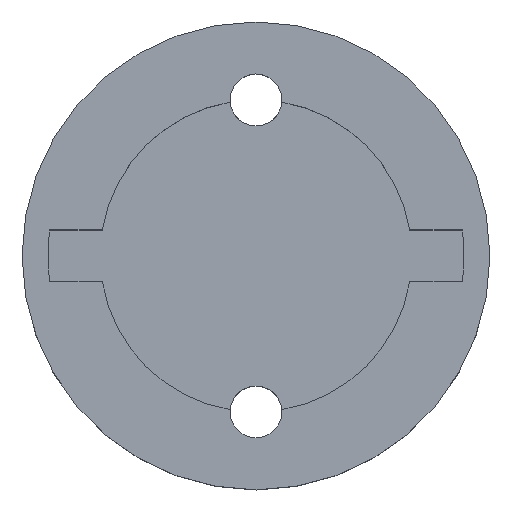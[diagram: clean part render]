
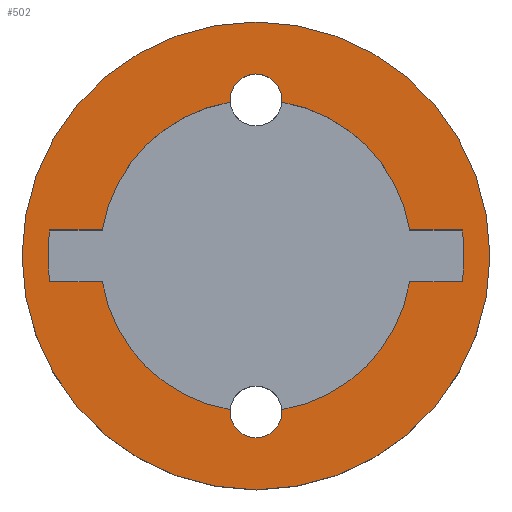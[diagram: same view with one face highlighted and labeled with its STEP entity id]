
A CAD part, top view. The second image highlights one B-rep face of the part: STEP entity #502.
In plain terms, the highlighted planar face has unit normal (0, 0, 1).
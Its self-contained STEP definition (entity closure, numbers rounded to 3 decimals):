
#1=CARTESIAN_POINT('POINT1',(-59.161,10.,20.));
#2=VERTEX_POINT('VERTEX1',#1);
#11=CARTESIAN_POINT('POINT3',(-79.373,10.,20.))
   ;
#12=VERTEX_POINT('VERTEX3',#11);
#13=CARTESIAN_POINT('POS2',(0.,10.,20.));
#14=DIRECTION('DIR2',(1.,0.,0.));
#15=VECTOR('VEC2',#14,1.);
#16=LINE('STRAIGHT2',#13,#15);
#17=EDGE_CURVE('EDGE2',#12,#2,#16,.T.);
#43=CARTESIAN_POINT('POINT6',(-80.,0.,20.))
   ;
#44=VERTEX_POINT('VERTEX6',#43);
#59=CARTESIAN_POINT('POS8',(0.,0.,20.));
#60=DIRECTION('DIR10',(0.,0.,-1.));
#61=DIRECTION('DIR11',(1.,0.,0.));
#62=AXIS2_PLACEMENT_3D('AXIS3',#59,#60,#61);
#63=CIRCLE('ELLIPSE2',#62,80.);
#64=EDGE_CURVE('EDGE7',#44,#12,#63,.T.);
#75=CARTESIAN_POINT('POINT7',(-79.373,-10.,20.)
   );
#76=VERTEX_POINT('VERTEX7',#75);
#77=EDGE_CURVE('EDGE8',#76,#44,#63,.T.);
#94=CARTESIAN_POINT('POINT10',(-59.161,-10.,20.
   ));
#95=VERTEX_POINT('VERTEX10',#94);
#109=CARTESIAN_POINT('POS13',(0.,-10.,20.));
#110=DIRECTION('DIR17',(-1.,0.,0.));
#111=VECTOR('VEC9',#110,1.);
#112=LINE('STRAIGHT9',#109,#111);
#113=EDGE_CURVE('EDGE13',#95,#76,#112,.T.);
#123=CARTESIAN_POINT('POINT11',(-9.965,
   -59.167,20.));
#124=VERTEX_POINT('VERTEX11',#123);
#141=CARTESIAN_POINT('POS17',(0.,0.,20.));
#142=DIRECTION('DIR23',(0.,0.,-1.));
#143=DIRECTION('DIR24',(1.,0.,0.));
#144=AXIS2_PLACEMENT_3D('AXIS7',#141,#142,#143);
#145=CIRCLE('ELLIPSE4',#144,60.);
#146=EDGE_CURVE('EDGE16',#124,#95,#145,.T.);
#156=CARTESIAN_POINT('POINT13',(10.,-60.,20.));
#157=VERTEX_POINT('VERTEX13',#156);
#175=CARTESIAN_POINT('POINT16',(-10.,-60.,20.));
#176=VERTEX_POINT('VERTEX16',#175);
#183=CARTESIAN_POINT('POS22',(0.,-60.,20.));
#184=DIRECTION('DIR31',(0.,0.,-1.));
#185=DIRECTION('DIR32',(1.,0.,0.));
#186=AXIS2_PLACEMENT_3D('AXIS10',#183,#184,#185);
#187=CIRCLE('ELLIPSE6',#186,10.);
#188=EDGE_CURVE('EDGE20',#157,#176,#187,.T.);
#199=CARTESIAN_POINT('POINT17',(9.965,
   -59.167,20.));
#200=VERTEX_POINT('VERTEX17',#199);
#201=EDGE_CURVE('EDGE21',#200,#157,#187,.T.);
#219=EDGE_CURVE('EDGE24',#176,#124,#187,.T.);
#228=CARTESIAN_POINT('POINT19',(59.161,-10.,20.
   ));
#229=VERTEX_POINT('VERTEX19',#228);
#230=EDGE_CURVE('EDGE26',#229,#200,#145,.T.);
#245=CARTESIAN_POINT('POINT21',(79.373,-10.,20.
   ));
#246=VERTEX_POINT('VERTEX21',#245);
#258=EDGE_CURVE('EDGE31',#246,#229,#112,.T.);
#263=CARTESIAN_POINT('POINT23',(80.,0.,20.
   ));
#264=VERTEX_POINT('VERTEX23',#263);
#276=EDGE_CURVE('EDGE34',#264,#246,#63,.T.);
#282=CARTESIAN_POINT('POINT25',(79.373,10.,20.)
   );
#283=VERTEX_POINT('VERTEX25',#282);
#284=EDGE_CURVE('EDGE35',#283,#264,#63,.T.);
#300=CARTESIAN_POINT('POINT27',(59.161,10.,20.)
   );
#301=VERTEX_POINT('VERTEX27',#300);
#302=EDGE_CURVE('EDGE38',#301,#283,#16,.T.);
#319=CARTESIAN_POINT('POINT30',(90.,0.,20.));
#320=VERTEX_POINT('VERTEX30',#319);
#327=CARTESIAN_POINT('POINT31',(-90.,0.,20.
   ));
#328=VERTEX_POINT('VERTEX31',#327);
#329=CARTESIAN_POINT('POS32',(0.,0.,20.));
#330=DIRECTION('DIR44',(0.,0.,1.));
#331=DIRECTION('DIR45',(1.,0.,0.));
#332=AXIS2_PLACEMENT_3D('AXIS13',#329,#330,#331);
#333=CIRCLE('ELLIPSE8',#332,90.);
#334=EDGE_CURVE('EDGE42',#328,#320,#333,.T.);
#363=EDGE_CURVE('EDGE46',#320,#328,#333,.T.);
#368=CARTESIAN_POINT('POINT33',(9.965,
   59.167,20.));
#369=VERTEX_POINT('VERTEX33',#368);
#381=EDGE_CURVE('EDGE49',#369,#301,#145,.T.);
#417=CARTESIAN_POINT('POINT36',(-9.965,
   59.167,20.));
#418=VERTEX_POINT('VERTEX36',#417);
#425=EDGE_CURVE('EDGE53',#2,#418,#145,.T.);
#461=ORIENTED_EDGE('COEDGE89',*,*,#363,.T.);
#462=ORIENTED_EDGE('COEDGE90',*,*,#334,.T.);
#463=EDGE_LOOP('NONE',(#461,#462));
#464=FACE_BOUND('LOOP1',#463,.T.);
#465=CARTESIAN_POINT('POINT39',(-10.,60.,20.));
#466=VERTEX_POINT('VERTEX39',#465);
#467=CARTESIAN_POINT('POS42',(0.,60.,20.));
#468=DIRECTION('DIR61',(0.,0.,-1.));
#469=DIRECTION('DIR62',(1.,0.,0.));
#470=AXIS2_PLACEMENT_3D('AXIS20',#467,#468,#469);
#471=CIRCLE('ELLIPSE12',#470,10.);
#472=EDGE_CURVE('EDGE56',#418,#466,#471,.T.);
#473=ORIENTED_EDGE('COEDGE91',*,*,#472,.T.);
#474=CARTESIAN_POINT('POINT40',(10.,60.,20.));
#475=VERTEX_POINT('VERTEX40',#474);
#476=EDGE_CURVE('EDGE57',#466,#475,#471,.T.);
#477=ORIENTED_EDGE('COEDGE92',*,*,#476,.T.);
#478=EDGE_CURVE('EDGE58',#475,#369,#471,.T.);
#479=ORIENTED_EDGE('COEDGE93',*,*,#478,.T.);
#480=ORIENTED_EDGE('COEDGE94',*,*,#381,.T.);
#481=ORIENTED_EDGE('COEDGE95',*,*,#302,.T.);
#482=ORIENTED_EDGE('COEDGE96',*,*,#284,.T.);
#483=ORIENTED_EDGE('COEDGE97',*,*,#276,.T.);
#484=ORIENTED_EDGE('COEDGE98',*,*,#258,.T.);
#485=ORIENTED_EDGE('COEDGE99',*,*,#230,.T.);
#486=ORIENTED_EDGE('COEDGE100',*,*,#201,.T.);
#487=ORIENTED_EDGE('COEDGE101',*,*,#188,.T.);
#488=ORIENTED_EDGE('COEDGE102',*,*,#219,.T.);
#489=ORIENTED_EDGE('COEDGE103',*,*,#146,.T.);
#490=ORIENTED_EDGE('COEDGE104',*,*,#113,.T.);
#491=ORIENTED_EDGE('COEDGE105',*,*,#77,.T.);
#492=ORIENTED_EDGE('COEDGE106',*,*,#64,.T.);
#493=ORIENTED_EDGE('COEDGE107',*,*,#17,.T.);
#494=ORIENTED_EDGE('COEDGE108',*,*,#425,.T.);
#495=EDGE_LOOP('NONE',(#473,#477,#479,#480,#481,#482,#483,#484,#485,#486
   ,#487,#488,#489,#490,#491,#492,#493,#494));
#496=FACE_BOUND('LOOP1',#495,.T.);
#497=CARTESIAN_POINT('POS43',(0.,0.,20.));
#498=DIRECTION('DIR63',(0.,0.,1.));
#499=DIRECTION('DIR64',(1.,0.,0.));
#500=AXIS2_PLACEMENT_3D('AXIS21',#497,#498,#499);
#501=PLANE('PLANE5',#500);
#502=ADVANCED_FACE('FACE19',(#464,#496),#501,.T.);
